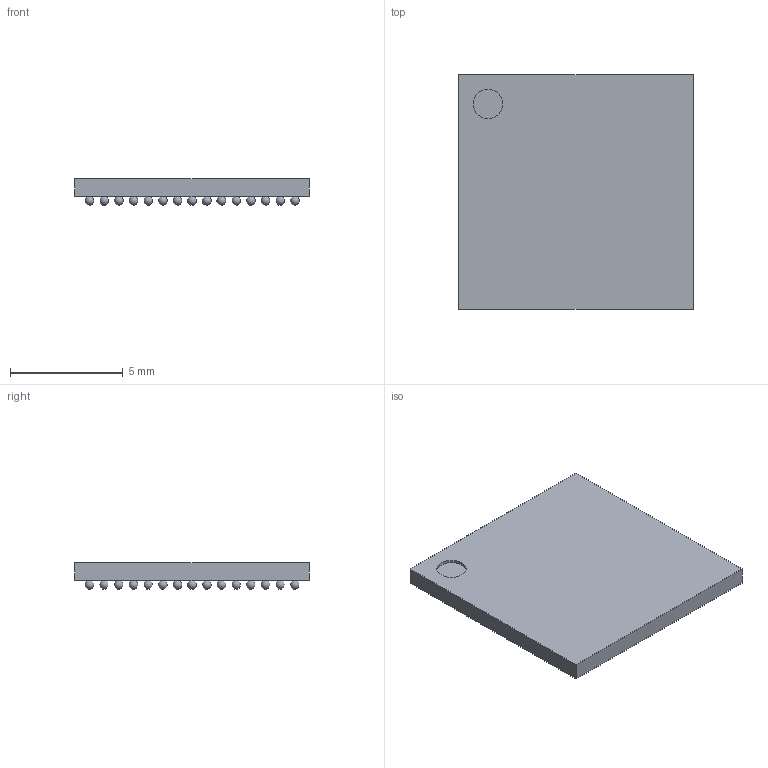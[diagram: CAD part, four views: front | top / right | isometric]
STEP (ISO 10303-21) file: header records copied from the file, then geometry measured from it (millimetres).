
FILE_DESCRIPTION(('FreeCAD Model'),'2;1');
FILE_NAME('13523698.1.1.stp','2021-06-21T08:08:38',( 'Author'),(''),'Open CASCADE STEP processor 6.9','FreeCAD','Unknown' );
FILE_SCHEMA(('AUTOMOTIVE_DESIGN { 1 0 10303 214 1 1 1 1 }'));
Length unit declared in the file: millimetre
Products named in the file (163): ASSEMBLY; A1; A2; A3; A5; A7; A9; A10; A13; A14; A15; B1; B2; B3; B4; B5; B6; B7; B8; B9; B10; B11; B12; B13; B14; B15; C1; C2; C3; C4; C5; C6; C7; C8; C9; C13; C14; C15; D1; D2 ...
Assembly tree (162 placements, depth 2):
  ASSEMBLY
    A1
    A2
    A3
    A5
    A7
    A9
    A10
    A13
    A14
    A15
    B1
    B2
    B3
    B4
    B5
    B6
    B7
    B8
    B9
    B10
    B11
    B12
    B13
    B14
    B15
    C1
    C2
    C3
    C4
    C5
    C6
    C7
    C8
    C9
    C13
    C14
    C15
    D1
    D2
    D13
    D15
    E1
    E2
    E3
    E5
    E6
    E8
    E10
    E11
    E13
    E14
    E15
    F2
    F3
    F5
    F9
    F11
    F13
    F14
Bounding box: 10.4 x 10.4 x 1.17 mm (x, y, z)
Volume: 88.5 mm3; surface area: 329.8 mm2
Topology: 162 solids, 162 shells, 169 faces, 498 edges, 332 vertices
Faces by surface type: sphere 161, plane 7, cylinder 1
Full cylindrical faces by diameter (mm): 1.3 x1
Entity records: 6876 total; most frequent: DIRECTION 711, CARTESIAN_POINT 548, AXIS2_PLACEMENT_3D 334, PRODUCT_DEFINITION_SHAPE 325, VERTEX_POINT 171, FACE_BOUND 170, ADVANCED_FACE 169, SHAPE_DEFINITION_REPRESENTATION 163
